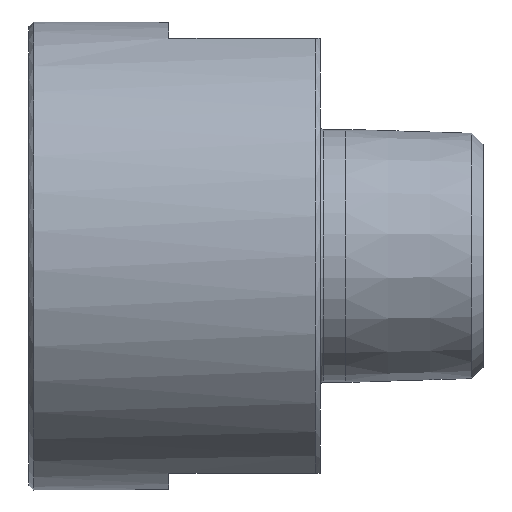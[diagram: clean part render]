
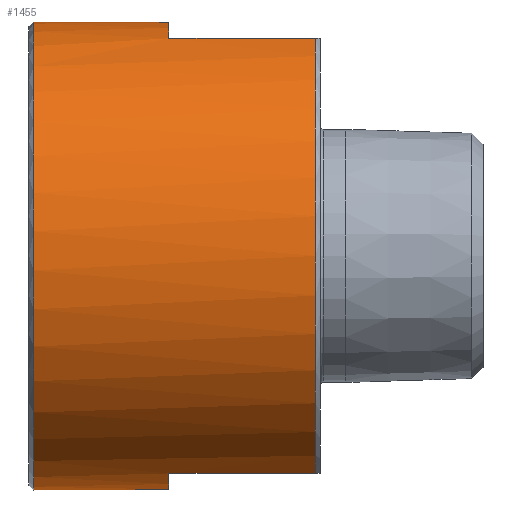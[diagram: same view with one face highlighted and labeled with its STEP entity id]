
A CAD part, front view. The second image highlights one B-rep face of the part: STEP entity #1455.
In plain terms, the highlighted cylindrical face has radius 24.75 mm (diameter 49.5 mm), a full revolution.
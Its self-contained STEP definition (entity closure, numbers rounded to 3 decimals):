
#172 = CARTESIAN_POINT ( 'NONE',  ( 0., 0., 0. ) ) ;
#204 = VECTOR ( 'NONE', #5528, 1000. ) ;
#289 = DIRECTION ( 'NONE',  ( -1., 0., 0. ) ) ;
#455 = DIRECTION ( 'NONE',  ( -1., 0., 0. ) ) ;
#988 = ORIENTED_EDGE ( 'NONE', *, *, #6576, .T. ) ;
#1007 = EDGE_LOOP ( 'NONE', ( #11115 ) ) ;
#1072 = CARTESIAN_POINT ( 'NONE',  ( 0.5, 0., 0. ) ) ;
#1088 = ORIENTED_EDGE ( 'NONE', *, *, #13625, .T. ) ;
#1135 = ORIENTED_EDGE ( 'NONE', *, *, #4547, .T. ) ;
#1362 = CARTESIAN_POINT ( 'NONE',  ( 14.79, -9.141, 23. ) ) ;
#1409 = CIRCLE ( 'NONE', #14182, 24.75 ) ;
#1455 = ADVANCED_FACE ( 'NONE', ( #4388, #8325 ), #7146, .T. ) ;
#1647 = EDGE_CURVE ( 'NONE', #3232, #2941, #14996, .T. ) ;
#1695 = EDGE_CURVE ( 'NONE', #5857, #5857, #3599, .T. ) ;
#1898 = CARTESIAN_POINT ( 'NONE',  ( 30.29, -9.141, -23. ) ) ;
#2355 = DIRECTION ( 'NONE',  ( -1., 0., 0. ) ) ;
#2529 = DIRECTION ( 'NONE',  ( 0., 0., 1. ) ) ;
#2657 = DIRECTION ( 'NONE',  ( 0., 0., 1. ) ) ;
#2843 = AXIS2_PLACEMENT_3D ( 'NONE', #9805, #10464, #3293 ) ;
#2941 = VERTEX_POINT ( 'NONE', #5301 ) ;
#3036 = LINE ( 'NONE', #11422, #14926 ) ;
#3107 = ORIENTED_EDGE ( 'NONE', *, *, #4203, .T. ) ;
#3232 = VERTEX_POINT ( 'NONE', #1898 ) ;
#3293 = DIRECTION ( 'NONE',  ( 0., 0., -1. ) ) ;
#3598 = DIRECTION ( 'NONE',  ( -1., 0., 0. ) ) ;
#3599 = CIRCLE ( 'NONE', #6329, 24.75 ) ;
#3862 = VERTEX_POINT ( 'NONE', #1362 ) ;
#3959 = ORIENTED_EDGE ( 'NONE', *, *, #9187, .F. ) ;
#4081 = CIRCLE ( 'NONE', #2843, 24.75 ) ;
#4203 = EDGE_CURVE ( 'NONE', #5198, #3862, #7901, .T. ) ;
#4261 = CARTESIAN_POINT ( 'NONE',  ( 0., -9.141, 23. ) ) ;
#4376 = CIRCLE ( 'NONE', #15196, 24.75 ) ;
#4388 = FACE_OUTER_BOUND ( 'NONE', #1007, .T. ) ;
#4486 = DIRECTION ( 'NONE',  ( -1., 0., 0. ) ) ;
#4547 = EDGE_CURVE ( 'NONE', #8212, #8184, #4376, .T. ) ;
#4742 = LINE ( 'NONE', #4817, #14911 ) ;
#4817 = CARTESIAN_POINT ( 'NONE',  ( 0., 9.141, 23. ) ) ;
#5198 = VERTEX_POINT ( 'NONE', #13550 ) ;
#5216 = AXIS2_PLACEMENT_3D ( 'NONE', #172, #3598, #2529 ) ;
#5301 = CARTESIAN_POINT ( 'NONE',  ( 14.79, -9.141, -23. ) ) ;
#5512 = DIRECTION ( 'NONE',  ( -1., 0., 0. ) ) ;
#5528 = DIRECTION ( 'NONE',  ( -1., 0., 0. ) ) ;
#5530 = CARTESIAN_POINT ( 'NONE',  ( 14.79, 9.141, -23. ) ) ;
#5857 = VERTEX_POINT ( 'NONE', #10480 ) ;
#5886 = EDGE_CURVE ( 'NONE', #3862, #11554, #4081, .T. ) ;
#6127 = ORIENTED_EDGE ( 'NONE', *, *, #1647, .F. ) ;
#6329 = AXIS2_PLACEMENT_3D ( 'NONE', #1072, #13847, #15142 ) ;
#6576 = EDGE_CURVE ( 'NONE', #8184, #14807, #3036, .T. ) ;
#6727 = CARTESIAN_POINT ( 'NONE',  ( 14.79, 0., 0. ) ) ;
#6909 = CARTESIAN_POINT ( 'NONE',  ( 0., -9.141, -23. ) ) ;
#7146 = CYLINDRICAL_SURFACE ( 'NONE', #5216, 24.75 ) ;
#7901 = LINE ( 'NONE', #4261, #14001 ) ;
#8184 = VERTEX_POINT ( 'NONE', #10603 ) ;
#8212 = VERTEX_POINT ( 'NONE', #13701 ) ;
#8325 = FACE_OUTER_BOUND ( 'NONE', #12688, .T. ) ;
#9187 = EDGE_CURVE ( 'NONE', #8212, #11554, #4742, .T. ) ;
#9339 = EDGE_CURVE ( 'NONE', #14807, #2941, #1409, .T. ) ;
#9805 = CARTESIAN_POINT ( 'NONE',  ( 14.79, 0., 0. ) ) ;
#10464 = DIRECTION ( 'NONE',  ( -1., 0., 0. ) ) ;
#10480 = CARTESIAN_POINT ( 'NONE',  ( 0.5, 0., -24.75 ) ) ;
#10603 = CARTESIAN_POINT ( 'NONE',  ( 30.29, 9.141, -23. ) ) ;
#10825 = CARTESIAN_POINT ( 'NONE',  ( 30.29, 0., 0. ) ) ;
#11115 = ORIENTED_EDGE ( 'NONE', *, *, #1695, .T. ) ;
#11362 = AXIS2_PLACEMENT_3D ( 'NONE', #10825, #455, #2657 ) ;
#11422 = CARTESIAN_POINT ( 'NONE',  ( 0., 9.141, -23. ) ) ;
#11554 = VERTEX_POINT ( 'NONE', #12916 ) ;
#11699 = DIRECTION ( 'NONE',  ( 0., 0., -1. ) ) ;
#11942 = CARTESIAN_POINT ( 'NONE',  ( 30.29, 0., 0. ) ) ;
#12688 = EDGE_LOOP ( 'NONE', ( #3959, #1135, #988, #12773, #6127, #1088, #3107, #13580 ) ) ;
#12773 = ORIENTED_EDGE ( 'NONE', *, *, #9339, .T. ) ;
#12848 = CIRCLE ( 'NONE', #11362, 24.75 ) ;
#12916 = CARTESIAN_POINT ( 'NONE',  ( 14.79, 9.141, 23. ) ) ;
#13550 = CARTESIAN_POINT ( 'NONE',  ( 30.29, -9.141, 23. ) ) ;
#13580 = ORIENTED_EDGE ( 'NONE', *, *, #5886, .T. ) ;
#13625 = EDGE_CURVE ( 'NONE', #3232, #5198, #12848, .T. ) ;
#13701 = CARTESIAN_POINT ( 'NONE',  ( 30.29, 9.141, 23. ) ) ;
#13847 = DIRECTION ( 'NONE',  ( 1., 0., 0. ) ) ;
#14001 = VECTOR ( 'NONE', #4486, 1000. ) ;
#14182 = AXIS2_PLACEMENT_3D ( 'NONE', #6727, #15100, #11699 ) ;
#14342 = DIRECTION ( 'NONE',  ( 0., 0., 1. ) ) ;
#14807 = VERTEX_POINT ( 'NONE', #5530 ) ;
#14911 = VECTOR ( 'NONE', #2355, 1000. ) ;
#14926 = VECTOR ( 'NONE', #5512, 1000. ) ;
#14996 = LINE ( 'NONE', #6909, #204 ) ;
#15100 = DIRECTION ( 'NONE',  ( -1., 0., 0. ) ) ;
#15142 = DIRECTION ( 'NONE',  ( 0., 0., -1. ) ) ;
#15196 = AXIS2_PLACEMENT_3D ( 'NONE', #11942, #289, #14342 ) ;
